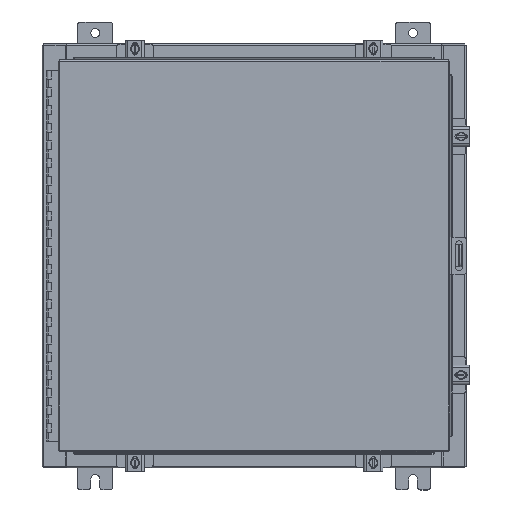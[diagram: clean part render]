
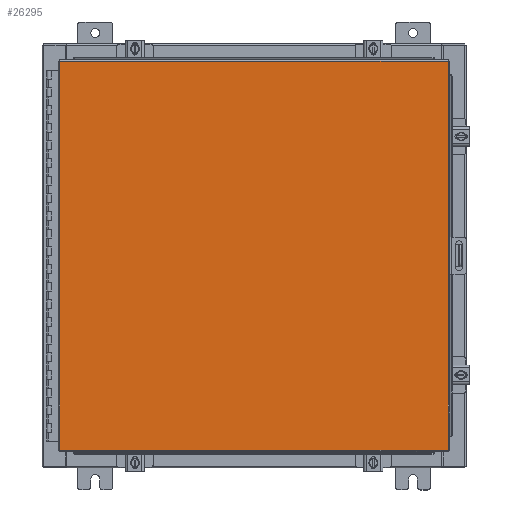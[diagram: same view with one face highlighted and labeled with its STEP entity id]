
A CAD part, top view. The second image highlights one B-rep face of the part: STEP entity #26295.
In plain terms, the highlighted planar face has unit normal (0, 0, 1).
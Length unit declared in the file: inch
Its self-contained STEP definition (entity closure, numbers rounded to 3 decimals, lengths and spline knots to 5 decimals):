
#1076 = LINE ( 'NONE', #14653, #8650 ) ;
#1914 = ORIENTED_EDGE ( 'NONE', *, *, #8574, .T. ) ;
#3423 = CARTESIAN_POINT ( 'NONE',  ( 10.9903, -11.0063, 0. ) ) ;
#4290 = LINE ( 'NONE', #6259, #23770 ) ;
#5066 = VECTOR ( 'NONE', #16412, 39.37008 ) ;
#6259 = CARTESIAN_POINT ( 'NONE',  ( 10.9903, -11.0063, 0. ) ) ;
#6428 = ORIENTED_EDGE ( 'NONE', *, *, #19475, .T. ) ;
#7357 = VERTEX_POINT ( 'NONE', #17695 ) ;
#7889 = EDGE_CURVE ( 'NONE', #7357, #21211, #1076, .T. ) ;
#8297 = DIRECTION ( 'NONE',  ( 0., 0., -1. ) ) ;
#8574 = EDGE_CURVE ( 'NONE', #21211, #9692, #4290, .T. ) ;
#8650 = VECTOR ( 'NONE', #22437, 39.37008 ) ;
#9692 = VERTEX_POINT ( 'NONE', #26004 ) ;
#10571 = AXIS2_PLACEMENT_3D ( 'NONE', #23526, #8297, #26075 ) ;
#11857 = LINE ( 'NONE', #31638, #5066 ) ;
#13196 = CARTESIAN_POINT ( 'NONE',  ( -10.9903, 11.0063, 0. ) ) ;
#14653 = CARTESIAN_POINT ( 'NONE',  ( -10.9903, -11.0063, 0. ) ) ;
#16348 = EDGE_LOOP ( 'NONE', ( #22287, #1914, #25846, #6428 ) ) ;
#16412 = DIRECTION ( 'NONE',  ( -1., 0., 0. ) ) ;
#17482 = VECTOR ( 'NONE', #28860, 39.37008 ) ;
#17695 = CARTESIAN_POINT ( 'NONE',  ( -10.9903, -11.0063, 0. ) ) ;
#19475 = EDGE_CURVE ( 'NONE', #32861, #7357, #30979, .T. ) ;
#21195 = CARTESIAN_POINT ( 'NONE',  ( -10.9903, 11.0063, 0. ) ) ;
#21211 = VERTEX_POINT ( 'NONE', #3423 ) ;
#22287 = ORIENTED_EDGE ( 'NONE', *, *, #7889, .T. ) ;
#22437 = DIRECTION ( 'NONE',  ( 1., 0., 0. ) ) ;
#23526 = CARTESIAN_POINT ( 'NONE',  ( 0., 0., 0. ) ) ;
#23770 = VECTOR ( 'NONE', #26606, 39.37008 ) ;
#25846 = ORIENTED_EDGE ( 'NONE', *, *, #28898, .T. ) ;
#25973 = PLANE ( 'NONE',  #10571 ) ;
#26004 = CARTESIAN_POINT ( 'NONE',  ( 10.9903, 11.0063, 0. ) ) ;
#26075 = DIRECTION ( 'NONE',  ( -1., 0., 0. ) ) ;
#26295 = ADVANCED_FACE ( 'NONE', ( #32295 ), #25973, .F. ) ;
#26606 = DIRECTION ( 'NONE',  ( 0., 1., 0. ) ) ;
#28860 = DIRECTION ( 'NONE',  ( 0., -1., 0. ) ) ;
#28898 = EDGE_CURVE ( 'NONE', #9692, #32861, #11857, .T. ) ;
#30979 = LINE ( 'NONE', #21195, #17482 ) ;
#31638 = CARTESIAN_POINT ( 'NONE',  ( 10.9903, 11.0063, 0. ) ) ;
#32295 = FACE_OUTER_BOUND ( 'NONE', #16348, .T. ) ;
#32861 = VERTEX_POINT ( 'NONE', #13196 ) ;
